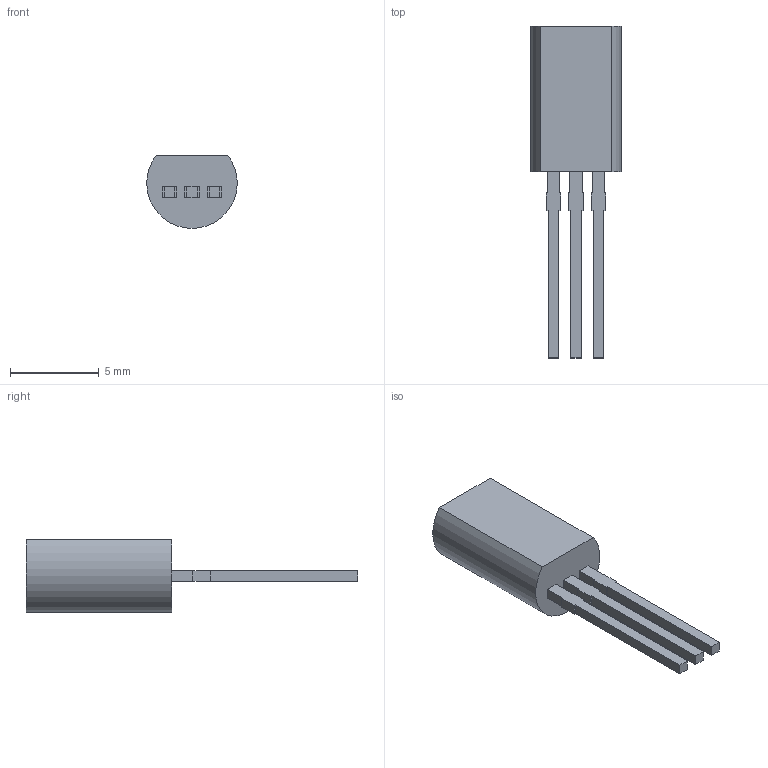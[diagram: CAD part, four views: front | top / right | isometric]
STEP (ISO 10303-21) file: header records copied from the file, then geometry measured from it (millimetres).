
FILE_DESCRIPTION (( 'STEP AP214' ), '1' );
FILE_NAME ('2SA1013-O.STEP', '2023-06-19T13:14:00', ( '' ), ( '' ), 'SwSTEP 2.0', 'SolidWorks 2021', '' );
FILE_SCHEMA (( 'AUTOMOTIVE_DESIGN' ));
Length unit declared in the file: millimetre
Products named in the file (1): 2SA1013-O
Bounding box: 5.1 x 18.7 x 4.1 mm (x, y, z)
Volume: 156.2 mm3; surface area: 241.8 mm2
Topology: 4 solids, 4 shells, 47 faces, 117 edges, 78 vertices
Faces by surface type: plane 45, cylinder 2
Entity records: 1436 total; most frequent: CARTESIAN_POINT 243, ORIENTED_EDGE 234, DIRECTION 217, EDGE_CURVE 117, LINE 113, VECTOR 113, VERTEX_POINT 78, AXIS2_PLACEMENT_3D 52
